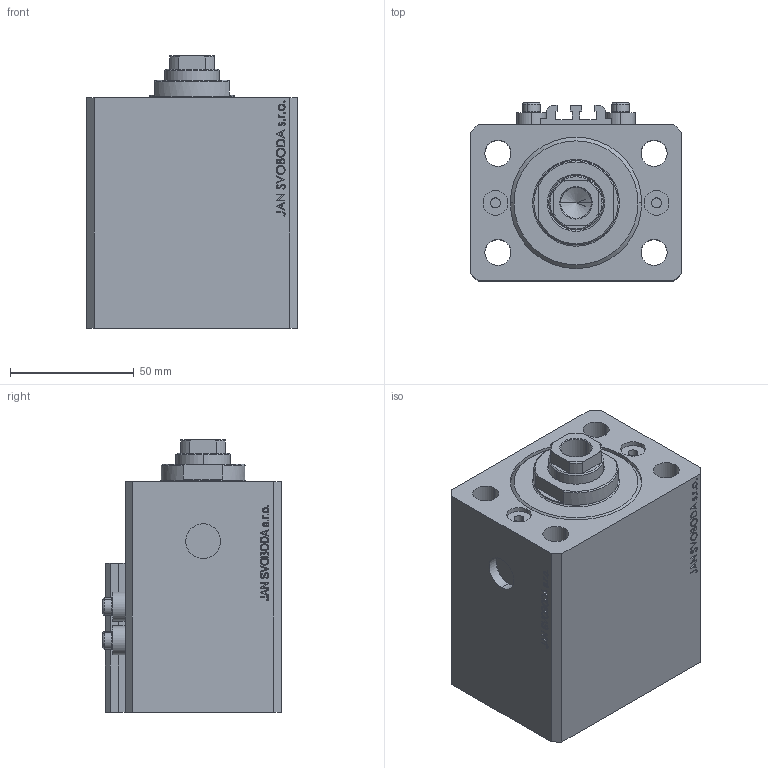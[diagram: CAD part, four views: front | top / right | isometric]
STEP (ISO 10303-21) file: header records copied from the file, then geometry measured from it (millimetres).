
FILE_DESCRIPTION (( 'STEP AP203' ), '1' );
FILE_NAME ('0087.STEP', '2022-04-09T19:03:52', ( '' ), ( '' ), 'SwSTEP 2.0', 'SolidWorks 2019', '' );
FILE_SCHEMA (( 'CONFIG_CONTROL_DESIGN' ));
Length unit declared in the file: millimetre
Products named in the file (5): V250CE_VC_C 674e1a76f1f8f5331b9e2e2f409abd87; 0087; V250CE_C_VCP 674e1a76f1f8f5331b9e2e2f409abd87; ALLEN BOLT V250CE 674e1a76f1f8f5331b9e2e2f409abd87; V250CE_C_Body 674e1a76f1f8f5331b9e2e2f409abd87
Assembly tree (7 placements, depth 2):
  0087
    V250CE_C_Body 674e1a76f1f8f5331b9e2e2f409abd87
    ALLEN BOLT V250CE 674e1a76f1f8f5331b9e2e2f409abd87  x4
    V250CE_C_VCP 674e1a76f1f8f5331b9e2e2f409abd87
    V250CE_VC_C 674e1a76f1f8f5331b9e2e2f409abd87
Bounding box: 85 x 72 x 109.9 mm (x, y, z)
Volume: 460200.7 mm3; surface area: 94327.2 mm2
Topology: 8 solids, 8 shells, 1032 faces, 2593 edges, 1697 vertices
Faces by surface type: plane 504, bspline 374, cylinder 84, cone 56, torus 14
Entity records: 47113 total; most frequent: CARTESIAN_POINT 25809, ORIENTED_EDGE 4876, DIRECTION 3024, EDGE_CURVE 2438, VERTEX_POINT 1613, LINE 1484, VECTOR 1484, EDGE_LOOP 1079
